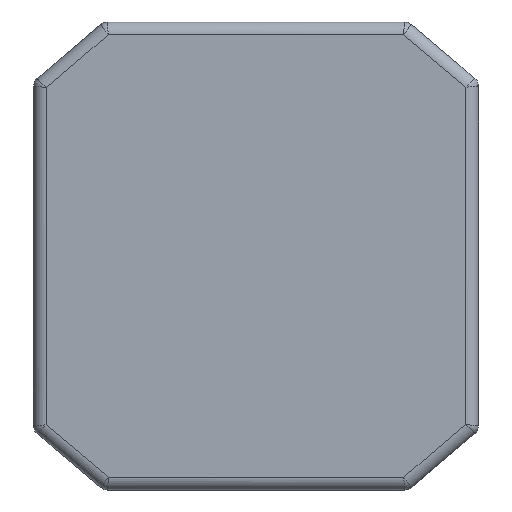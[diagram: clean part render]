
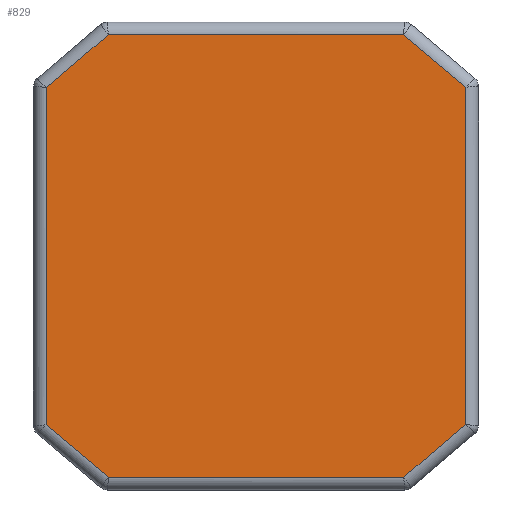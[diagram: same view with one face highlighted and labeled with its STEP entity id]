
A CAD part, front view. The second image highlights one B-rep face of the part: STEP entity #829.
In plain terms, the highlighted planar face has unit normal (0, -1, 0).
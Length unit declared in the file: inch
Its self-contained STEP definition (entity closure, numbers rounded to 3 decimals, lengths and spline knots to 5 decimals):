
#10 = EDGE_CURVE ( 'NONE', #1855, #2101, #1891, .T. ) ;
#53 = CARTESIAN_POINT ( 'NONE',  ( 1.73379, 0., -2.35635 ) ) ;
#187 = DIRECTION ( 'NONE',  ( 0., 1., 0. ) ) ;
#205 = DIRECTION ( 'NONE',  ( 0., 0., 1. ) ) ;
#208 = CARTESIAN_POINT ( 'NONE',  ( 2.41028, 0., -1.7811 ) ) ;
#242 = VERTEX_POINT ( 'NONE', #1478 ) ;
#346 = ORIENTED_EDGE ( 'NONE', *, *, #10, .T. ) ;
#368 = CARTESIAN_POINT ( 'NONE',  ( 0., 0., 0. ) ) ;
#477 = ORIENTED_EDGE ( 'NONE', *, *, #1342, .T. ) ;
#487 = VECTOR ( 'NONE', #881, 39.37008 ) ;
#508 = LINE ( 'NONE', #1598, #1485 ) ;
#513 = ORIENTED_EDGE ( 'NONE', *, *, #945, .T. ) ;
#531 = LINE ( 'NONE', #1219, #487 ) ;
#542 = ORIENTED_EDGE ( 'NONE', *, *, #751, .T. ) ;
#556 = DIRECTION ( 'NONE',  ( 0., 0., -1. ) ) ;
#594 = ORIENTED_EDGE ( 'NONE', *, *, #1487, .T. ) ;
#605 = VECTOR ( 'NONE', #1149, 39.37008 ) ;
#678 = CARTESIAN_POINT ( 'NONE',  ( -2.16972, 0., -1.78456 ) ) ;
#690 = VECTOR ( 'NONE', #1129, 39.37008 ) ;
#721 = CARTESIAN_POINT ( 'NONE',  ( -2.16972, 0., 1.8984 ) ) ;
#744 = CARTESIAN_POINT ( 'NONE',  ( -1.49322, 0., 2.47365 ) ) ;
#751 = EDGE_CURVE ( 'NONE', #2272, #242, #531, .T. ) ;
#755 = CARTESIAN_POINT ( 'NONE',  ( 1.93728, 0., 2.30023 ) ) ;
#772 = VECTOR ( 'NONE', #1789, 39.37008 ) ;
#793 = DIRECTION ( 'NONE',  ( 0., 0., 1. ) ) ;
#800 = VECTOR ( 'NONE', #830, 39.37008 ) ;
#829 = ADVANCED_FACE ( 'NONE', ( #1232 ), #1249, .F. ) ;
#830 = DIRECTION ( 'NONE',  ( 1., 0., 0. ) ) ;
#874 = ORIENTED_EDGE ( 'NONE', *, *, #2028, .T. ) ;
#881 = DIRECTION ( 'NONE',  ( 0.765, 0., -0.644 ) ) ;
#945 = EDGE_CURVE ( 'NONE', #2101, #1694, #1187, .T. ) ;
#1129 = DIRECTION ( 'NONE',  ( -0.762, 0., -0.648 ) ) ;
#1136 = CARTESIAN_POINT ( 'NONE',  ( 1.73137, 0., 2.47365 ) ) ;
#1149 = DIRECTION ( 'NONE',  ( -1., 0., 0. ) ) ;
#1187 = LINE ( 'NONE', #1838, #1585 ) ;
#1202 = EDGE_CURVE ( 'NONE', #2273, #2150, #1477, .T. ) ;
#1213 = CARTESIAN_POINT ( 'NONE',  ( 1.89044, 0., -2.22314 ) ) ;
#1219 = CARTESIAN_POINT ( 'NONE',  ( -1.77965, 0., -2.11308 ) ) ;
#1232 = FACE_OUTER_BOUND ( 'NONE', #1465, .T. ) ;
#1249 = PLANE ( 'NONE',  #1893 ) ;
#1250 = LINE ( 'NONE', #1871, #800 ) ;
#1342 = EDGE_CURVE ( 'NONE', #242, #1855, #1250, .T. ) ;
#1412 = VECTOR ( 'NONE', #2070, 39.37008 ) ;
#1465 = EDGE_LOOP ( 'NONE', ( #1524, #874, #594, #542, #477, #346, #513, #1631 ) ) ;
#1477 = LINE ( 'NONE', #2032, #605 ) ;
#1478 = CARTESIAN_POINT ( 'NONE',  ( -1.4908, 0., -2.35635 ) ) ;
#1485 = VECTOR ( 'NONE', #556, 39.37008 ) ;
#1487 = EDGE_CURVE ( 'NONE', #2126, #2272, #508, .T. ) ;
#1524 = ORIENTED_EDGE ( 'NONE', *, *, #1202, .T. ) ;
#1562 = LINE ( 'NONE', #2192, #690 ) ;
#1585 = VECTOR ( 'NONE', #793, 39.37008 ) ;
#1598 = CARTESIAN_POINT ( 'NONE',  ( -2.16972, 0., 0. ) ) ;
#1631 = ORIENTED_EDGE ( 'NONE', *, *, #1884, .T. ) ;
#1694 = VERTEX_POINT ( 'NONE', #1954 ) ;
#1754 = LINE ( 'NONE', #755, #772 ) ;
#1789 = DIRECTION ( 'NONE',  ( -0.765, 0., 0.644 ) ) ;
#1838 = CARTESIAN_POINT ( 'NONE',  ( 2.41028, 0., 0. ) ) ;
#1855 = VERTEX_POINT ( 'NONE', #53 ) ;
#1871 = CARTESIAN_POINT ( 'NONE',  ( 0., 0., -2.35635 ) ) ;
#1884 = EDGE_CURVE ( 'NONE', #1694, #2273, #1754, .T. ) ;
#1891 = LINE ( 'NONE', #1213, #1412 ) ;
#1893 = AXIS2_PLACEMENT_3D ( 'NONE', #368, #187, #205 ) ;
#1954 = CARTESIAN_POINT ( 'NONE',  ( 2.41028, 0., 1.90186 ) ) ;
#2028 = EDGE_CURVE ( 'NONE', #2150, #2126, #1562, .T. ) ;
#2032 = CARTESIAN_POINT ( 'NONE',  ( 0., 0., 2.47365 ) ) ;
#2070 = DIRECTION ( 'NONE',  ( 0.762, 0., 0.648 ) ) ;
#2101 = VERTEX_POINT ( 'NONE', #208 ) ;
#2126 = VERTEX_POINT ( 'NONE', #721 ) ;
#2150 = VERTEX_POINT ( 'NONE', #744 ) ;
#2192 = CARTESIAN_POINT ( 'NONE',  ( -1.84737, 0., 2.1725 ) ) ;
#2272 = VERTEX_POINT ( 'NONE', #678 ) ;
#2273 = VERTEX_POINT ( 'NONE', #1136 ) ;
